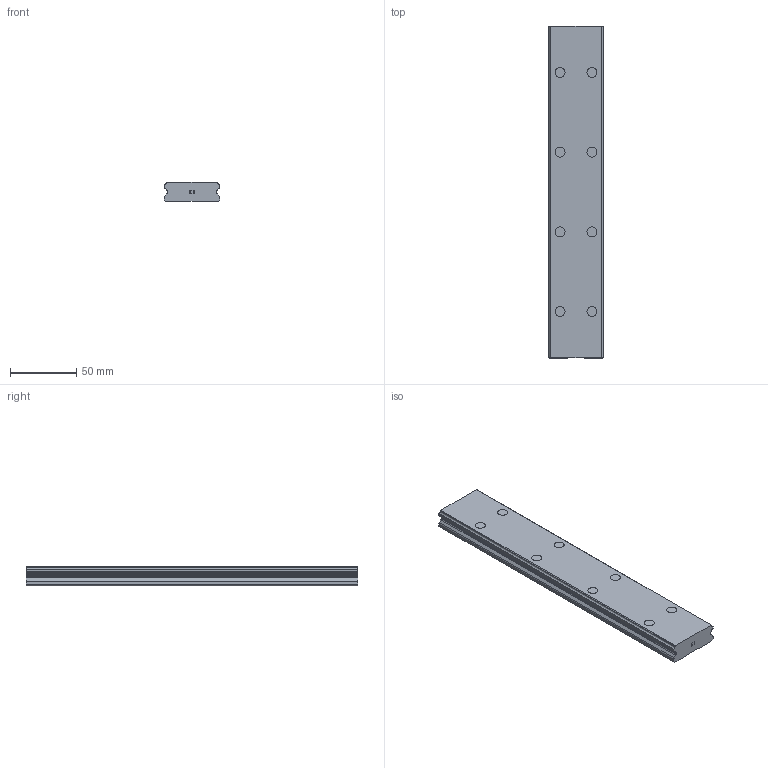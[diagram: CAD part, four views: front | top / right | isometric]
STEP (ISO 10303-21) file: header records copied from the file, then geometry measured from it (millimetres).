
FILE_DESCRIPTION(('STEP AP214'),'1');
FILE_NAME('cctmp_CB2C5D85-7501-4002-A64E-24E4A3BBD427_2021_03_05_15_32_36_0564..stp','2021-03-05T14:32:36',('HIWIN GmbH'),('CADClick - www.CADClick.com'),'Spatial InterOp 3D',' ','unknown authorization');
FILE_SCHEMA(('AUTOMOTIVE_DESIGN'));
Length unit declared in the file: millimetre
Products named in the file (1): WER27R250H_FILE
Bounding box: 42 x 250 x 15 mm (x, y, z)
Volume: 145636.4 mm3; surface area: 32434.2 mm2
Topology: 1 solids, 1 shells, 175 faces, 435 edges, 290 vertices
Faces by surface type: plane 109, cylinder 66
Entity records: 6645 total; most frequent: DIRECTION 919, CARTESIAN_POINT 901, ORIENTED_EDGE 870, EDGE_CURVE 435, AXIS2_PLACEMENT_3D 308, LINE 303, VECTOR 303, VERTEX_POINT 290
